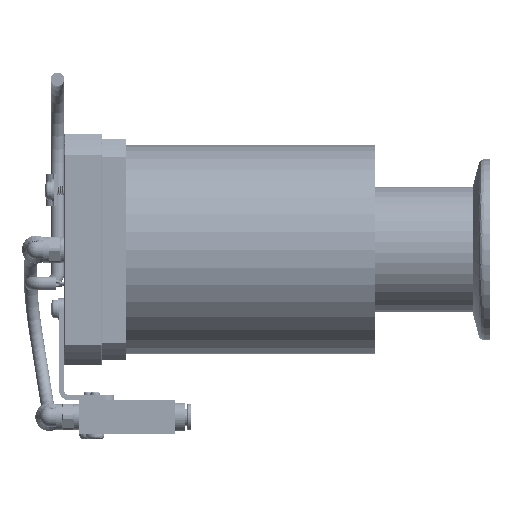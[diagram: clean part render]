
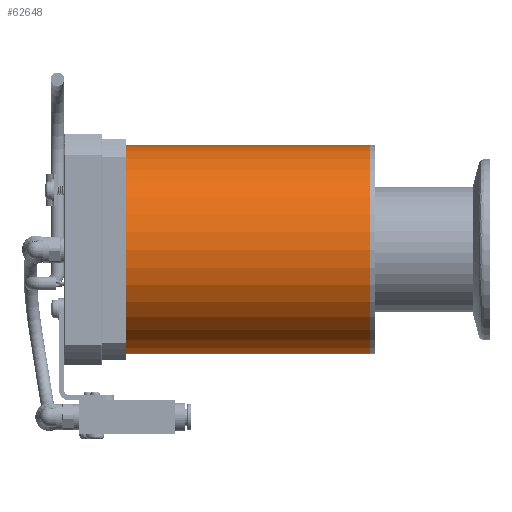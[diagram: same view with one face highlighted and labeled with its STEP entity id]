
A CAD part, left-side view. The second image highlights one B-rep face of the part: STEP entity #62648.
In plain terms, the highlighted cylindrical face has radius 31.75 mm (diameter 63.5 mm), a partial arc.
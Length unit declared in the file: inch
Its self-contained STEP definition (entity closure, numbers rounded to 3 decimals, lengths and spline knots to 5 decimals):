
#1176 = CARTESIAN_POINT ( 'NONE',  ( 0., 2.79594, 1.25 ) ) ;
#9064 = CIRCLE ( 'NONE', #93529, 1.25 ) ;
#10469 = CARTESIAN_POINT ( 'NONE',  ( 0., 2.79594, -1.25 ) ) ;
#10542 = DIRECTION ( 'NONE',  ( 0., 0., 1. ) ) ;
#11432 = VERTEX_POINT ( 'NONE', #95021 ) ;
#13196 = VECTOR ( 'NONE', #130268, 39.37008 ) ;
#15766 = DIRECTION ( 'NONE',  ( 0., 0., -1. ) ) ;
#23056 = CIRCLE ( 'NONE', #126767, 1.25 ) ;
#24400 = LINE ( 'NONE', #70495, #32825 ) ;
#24656 = EDGE_CURVE ( 'NONE', #35089, #11432, #24400, .T. ) ;
#27063 = CYLINDRICAL_SURFACE ( 'NONE', #103652, 1.25 ) ;
#29063 = ORIENTED_EDGE ( 'NONE', *, *, #103386, .F. ) ;
#30102 = DIRECTION ( 'NONE',  ( 0., 0., 1. ) ) ;
#31236 = VERTEX_POINT ( 'NONE', #66260 ) ;
#32825 = VECTOR ( 'NONE', #116568, 39.37008 ) ;
#35089 = VERTEX_POINT ( 'NONE', #10469 ) ;
#38146 = LINE ( 'NONE', #84253, #13196 ) ;
#47018 = VERTEX_POINT ( 'NONE', #1176 ) ;
#61792 = ORIENTED_EDGE ( 'NONE', *, *, #77074, .F. ) ;
#62648 = ADVANCED_FACE ( 'NONE', ( #95839 ), #27063, .T. ) ;
#66260 = CARTESIAN_POINT ( 'NONE',  ( 0., -0.17906, 1.25 ) ) ;
#67962 = CARTESIAN_POINT ( 'NONE',  ( 0., -0.17906, 0. ) ) ;
#70495 = CARTESIAN_POINT ( 'NONE',  ( 0., 2.79594, -1.25 ) ) ;
#73195 = CARTESIAN_POINT ( 'NONE',  ( 0., 2.79594, 0. ) ) ;
#77074 = EDGE_CURVE ( 'NONE', #35089, #47018, #9064, .T. ) ;
#81237 = EDGE_LOOP ( 'NONE', ( #29063, #61792, #88329, #121672 ) ) ;
#84253 = CARTESIAN_POINT ( 'NONE',  ( 0., 2.79594, 1.25 ) ) ;
#87525 = CARTESIAN_POINT ( 'NONE',  ( 0., 2.79594, 0. ) ) ;
#88329 = ORIENTED_EDGE ( 'NONE', *, *, #24656, .T. ) ;
#93529 = AXIS2_PLACEMENT_3D ( 'NONE', #87525, #133571, #30102 ) ;
#94346 = EDGE_CURVE ( 'NONE', #11432, #31236, #23056, .T. ) ;
#95021 = CARTESIAN_POINT ( 'NONE',  ( 0., -0.17906, -1.25 ) ) ;
#95839 = FACE_OUTER_BOUND ( 'NONE', #81237, .T. ) ;
#103386 = EDGE_CURVE ( 'NONE', #47018, #31236, #38146, .T. ) ;
#103652 = AXIS2_PLACEMENT_3D ( 'NONE', #73195, #119261, #15766 ) ;
#114011 = DIRECTION ( 'NONE',  ( 0., 1., 0. ) ) ;
#116568 = DIRECTION ( 'NONE',  ( 0., -1., 0. ) ) ;
#119261 = DIRECTION ( 'NONE',  ( 0., -1., 0. ) ) ;
#121672 = ORIENTED_EDGE ( 'NONE', *, *, #94346, .T. ) ;
#126767 = AXIS2_PLACEMENT_3D ( 'NONE', #67962, #114011, #10542 ) ;
#130268 = DIRECTION ( 'NONE',  ( 0., -1., 0. ) ) ;
#133571 = DIRECTION ( 'NONE',  ( 0., 1., 0. ) ) ;
